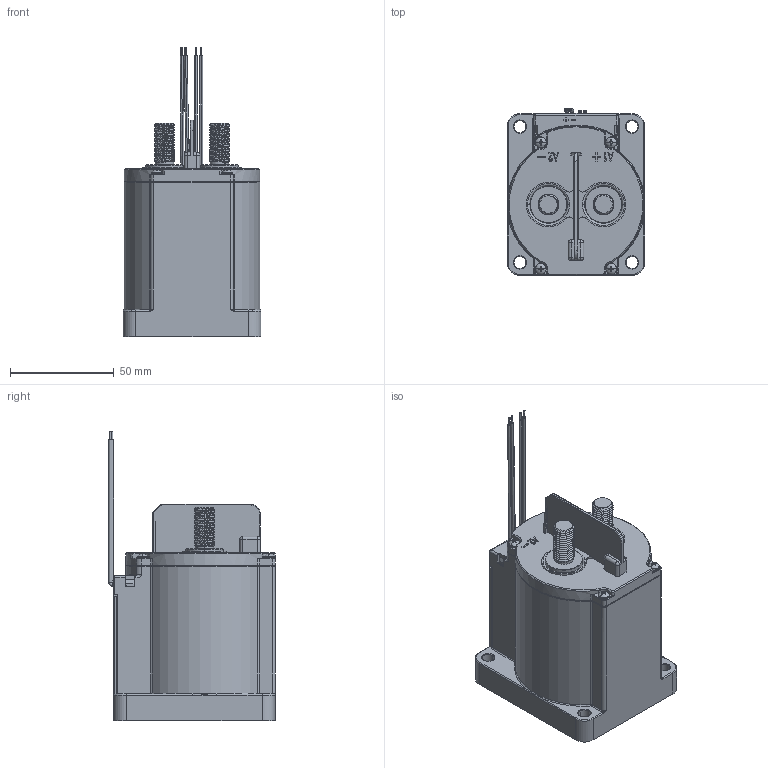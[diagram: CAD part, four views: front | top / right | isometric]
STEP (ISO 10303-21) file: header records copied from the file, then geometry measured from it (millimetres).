
FILE_DESCRIPTION((''),'2;1');
FILE_NAME('600C1DA_ASM_114_ASM_1_ASM_1_ASM','2021-05-16T18:36:10',('dell'),(''),'CREO PARAMETRIC BY PTC INC, 2020033','CREO PARAMETRIC BY PTC INC, 2020033','');
FILE_SCHEMA(('CONFIG_CONTROL_DESIGN'));
Length unit declared in the file: millimetre
Products named in the file (11): 7_1_11_1_1; CHUTOU_ASM_6_ASM_1_ASM_1_ASM; PRT0024_30_1_1; PRT0027_7_1_1; JG-0007______A_2_1_1; PRT0026_14_1_1; PRT0025_9_1_1; ASM0004_ASM_2_ASM_1_ASM_1_ASM; PRT0029_1_1_1; PRT0040_3_1_1; 600C1DA_ASM_114_ASM_1_ASM_1_ASM
Assembly tree (20 placements, depth 3):
  600C1DA_ASM_114_ASM_1_ASM_1_ASM
    CHUTOU_ASM_6_ASM_1_ASM_1_ASM
      7_1_11_1_1  x2
    PRT0024_30_1_1
    PRT0027_7_1_1
    JG-0007______A_2_1_1  x8
    PRT0026_14_1_1
    ASM0004_ASM_2_ASM_1_ASM_1_ASM
      PRT0025_9_1_1
    PRT0029_1_1_1  x2
    PRT0040_3_1_1  x2
Bounding box: 66.6 x 80.35 x 139.7 mm (x, y, z)
Volume: 310481.5 mm3; surface area: 74524.4 mm2
Topology: 18 solids, 18 shells, 1722 faces, 4739 edges, 3089 vertices
Faces by surface type: plane 780, cylinder 648, cone 127, torus 76, bspline 56, sphere 20, extrusion 15
Entity records: 52618 total; most frequent: CARTESIAN_POINT 20211, ORIENTED_EDGE 6870, DIRECTION 6637, EDGE_CURVE 3435, VERTEX_POINT 2252, AXIS2_PLACEMENT_3D 2250, VECTOR 2137, LINE 2122
